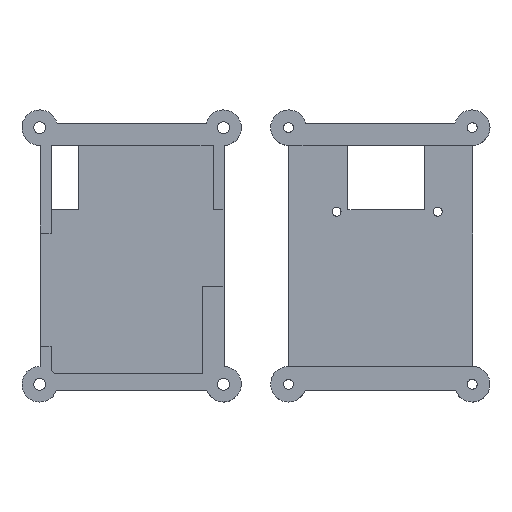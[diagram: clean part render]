
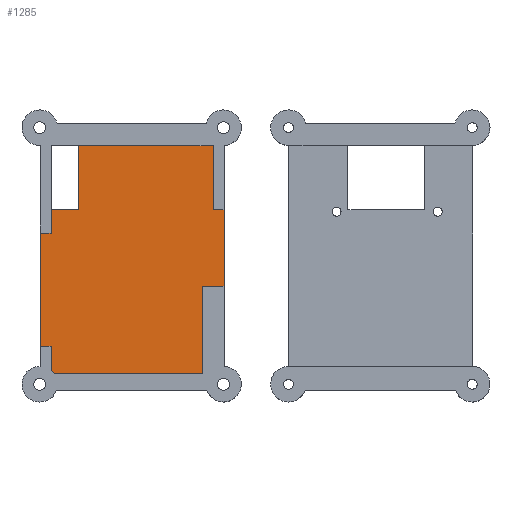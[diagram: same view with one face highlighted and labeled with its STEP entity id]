
A CAD part, top view. The second image highlights one B-rep face of the part: STEP entity #1285.
In plain terms, the highlighted planar face has unit normal (0, 0, 1).
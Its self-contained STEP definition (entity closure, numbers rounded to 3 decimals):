
#1157=CARTESIAN_POINT('',(466.72,242.554,3.));
#1158=DIRECTION('',(0.,-0.,-1.));
#1159=DIRECTION('',(0.,1.,-0.));
#1160=AXIS2_PLACEMENT_3D('',#1157,#1158,#1159);
#1161=PLANE('',#1160);
#1162=CARTESIAN_POINT('',(466.31,247.849,3.));
#1163=VERTEX_POINT('',#1162);
#1164=CARTESIAN_POINT('',(490.91,247.849,3.));
#1165=VERTEX_POINT('',#1164);
#1166=CARTESIAN_POINT('',(466.31,247.849,3.));
#1167=DIRECTION('',(1.,0.,0.));
#1168=VECTOR('',#1167,24.6);
#1169=LINE('',#1166,#1168);
#1170=EDGE_CURVE('',#1163,#1165,#1169,.T.);
#1171=ORIENTED_EDGE('',*,*,#1170,.F.);
#1172=CARTESIAN_POINT('',(466.31,236.114,3.));
#1173=VERTEX_POINT('',#1172);
#1174=CARTESIAN_POINT('',(466.31,247.849,3.));
#1175=DIRECTION('',(-0.,-1.,0.));
#1176=VECTOR('',#1175,11.735);
#1177=LINE('',#1174,#1176);
#1178=EDGE_CURVE('',#1163,#1173,#1177,.T.);
#1179=ORIENTED_EDGE('',*,*,#1178,.T.);
#1180=CARTESIAN_POINT('',(461.291,236.114,3.));
#1181=VERTEX_POINT('',#1180);
#1182=CARTESIAN_POINT('',(466.31,236.114,3.));
#1183=DIRECTION('',(-1.,0.,0.));
#1184=VECTOR('',#1183,5.019);
#1185=LINE('',#1182,#1184);
#1186=EDGE_CURVE('',#1173,#1181,#1185,.T.);
#1187=ORIENTED_EDGE('',*,*,#1186,.T.);
#1188=CARTESIAN_POINT('',(461.291,231.849,3.));
#1189=VERTEX_POINT('',#1188);
#1190=CARTESIAN_POINT('',(461.291,236.114,3.));
#1191=DIRECTION('',(0.,-1.,0.));
#1192=VECTOR('',#1191,4.265);
#1193=LINE('',#1190,#1192);
#1194=EDGE_CURVE('',#1181,#1189,#1193,.T.);
#1195=ORIENTED_EDGE('',*,*,#1194,.T.);
#1196=CARTESIAN_POINT('',(459.291,231.849,3.));
#1197=VERTEX_POINT('',#1196);
#1198=CARTESIAN_POINT('',(461.291,231.849,3.));
#1199=DIRECTION('',(-1.,-0.,-0.));
#1200=VECTOR('',#1199,2.);
#1201=LINE('',#1198,#1200);
#1202=EDGE_CURVE('',#1189,#1197,#1201,.T.);
#1203=ORIENTED_EDGE('',*,*,#1202,.T.);
#1204=CARTESIAN_POINT('',(459.291,211.108,3.));
#1205=VERTEX_POINT('',#1204);
#1206=CARTESIAN_POINT('',(459.291,211.108,3.));
#1207=DIRECTION('',(0.,1.,-0.));
#1208=VECTOR('',#1207,20.741);
#1209=LINE('',#1206,#1208);
#1210=EDGE_CURVE('',#1205,#1197,#1209,.T.);
#1211=ORIENTED_EDGE('',*,*,#1210,.F.);
#1212=CARTESIAN_POINT('',(461.291,211.108,3.));
#1213=VERTEX_POINT('',#1212);
#1214=CARTESIAN_POINT('',(459.291,211.108,3.));
#1215=DIRECTION('',(1.,0.,0.));
#1216=VECTOR('',#1215,2.);
#1217=LINE('',#1214,#1216);
#1218=EDGE_CURVE('',#1205,#1213,#1217,.T.);
#1219=ORIENTED_EDGE('',*,*,#1218,.T.);
#1220=CARTESIAN_POINT('',(461.291,206.679,3.));
#1221=VERTEX_POINT('',#1220);
#1222=CARTESIAN_POINT('',(461.291,211.108,3.));
#1223=DIRECTION('',(-0.,-1.,0.));
#1224=VECTOR('',#1223,4.429);
#1225=LINE('',#1222,#1224);
#1226=EDGE_CURVE('',#1213,#1221,#1225,.T.);
#1227=ORIENTED_EDGE('',*,*,#1226,.T.);
#1228=CARTESIAN_POINT('',(461.826,206.108,3.));
#1229=VERTEX_POINT('',#1228);
#1230=CARTESIAN_POINT('',(459.204,204.187,3.));
#1231=DIRECTION('',(0.,-0.,-1.));
#1232=DIRECTION('',(0.,1.,-0.));
#1233=AXIS2_PLACEMENT_3D('',#1230,#1231,#1232);
#1234=CIRCLE('',#1233,3.25);
#1235=EDGE_CURVE('',#1221,#1229,#1234,.T.);
#1236=ORIENTED_EDGE('',*,*,#1235,.T.);
#1237=CARTESIAN_POINT('',(489.001,206.108,3.));
#1238=VERTEX_POINT('',#1237);
#1239=CARTESIAN_POINT('',(461.826,206.108,3.));
#1240=DIRECTION('',(1.,0.,0.));
#1241=VECTOR('',#1240,27.175);
#1242=LINE('',#1239,#1241);
#1243=EDGE_CURVE('',#1229,#1238,#1242,.T.);
#1244=ORIENTED_EDGE('',*,*,#1243,.T.);
#1245=CARTESIAN_POINT('',(489.001,222.108,3.));
#1246=VERTEX_POINT('',#1245);
#1247=CARTESIAN_POINT('',(489.001,222.108,3.));
#1248=DIRECTION('',(0.,-1.,0.));
#1249=VECTOR('',#1248,16.);
#1250=LINE('',#1247,#1249);
#1251=EDGE_CURVE('',#1246,#1238,#1250,.T.);
#1252=ORIENTED_EDGE('',*,*,#1251,.F.);
#1253=CARTESIAN_POINT('',(492.91,222.108,3.));
#1254=VERTEX_POINT('',#1253);
#1255=CARTESIAN_POINT('',(489.001,222.108,3.));
#1256=DIRECTION('',(1.,0.,0.));
#1257=VECTOR('',#1256,3.909);
#1258=LINE('',#1255,#1257);
#1259=EDGE_CURVE('',#1246,#1254,#1258,.T.);
#1260=ORIENTED_EDGE('',*,*,#1259,.T.);
#1261=CARTESIAN_POINT('',(492.91,236.108,3.));
#1262=VERTEX_POINT('',#1261);
#1263=CARTESIAN_POINT('',(492.91,222.108,3.));
#1264=DIRECTION('',(0.,1.,-0.));
#1265=VECTOR('',#1264,14.);
#1266=LINE('',#1263,#1265);
#1267=EDGE_CURVE('',#1254,#1262,#1266,.T.);
#1268=ORIENTED_EDGE('',*,*,#1267,.T.);
#1269=CARTESIAN_POINT('',(490.91,236.108,3.));
#1270=VERTEX_POINT('',#1269);
#1271=CARTESIAN_POINT('',(490.91,236.108,3.));
#1272=DIRECTION('',(1.,-0.,0.));
#1273=VECTOR('',#1272,2.);
#1274=LINE('',#1271,#1273);
#1275=EDGE_CURVE('',#1270,#1262,#1274,.T.);
#1276=ORIENTED_EDGE('',*,*,#1275,.F.);
#1277=CARTESIAN_POINT('',(490.91,247.849,3.));
#1278=DIRECTION('',(0.,-1.,0.));
#1279=VECTOR('',#1278,11.741);
#1280=LINE('',#1277,#1279);
#1281=EDGE_CURVE('',#1165,#1270,#1280,.T.);
#1282=ORIENTED_EDGE('',*,*,#1281,.F.);
#1283=EDGE_LOOP('',(#1171,#1179,#1187,#1195,#1203,#1211,#1219,#1227,#1236,#1244,#1252,#1260,#1268,#1276,#1282));
#1284=FACE_BOUND('',#1283,.T.);
#1285=ADVANCED_FACE('',(#1284),#1161,.F.);
